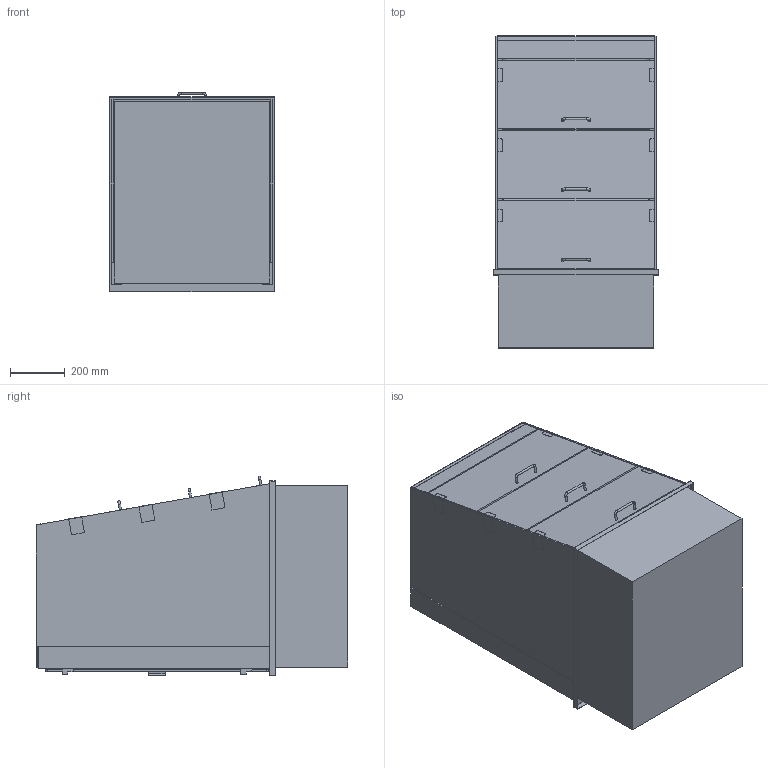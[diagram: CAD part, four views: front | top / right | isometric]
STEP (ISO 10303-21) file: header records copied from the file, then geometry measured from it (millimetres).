
FILE_DESCRIPTION (( 'STEP AP214' ), '1' );
FILE_NAME ('EU512705_Foodstation Hot Flaps 87.STEP', '2022-04-26T12:15:55', ( '' ), ( '' ), 'SwSTEP 2.0', 'SolidWorks 2017', '' );
FILE_SCHEMA (( 'AUTOMOTIVE_DESIGN' ));
Length unit declared in the file: millimetre
Products named in the file (1): EU512705_Foodstation Hot Flaps 87
Bounding box: 600 x 1136 x 727.9 mm (x, y, z)
Volume: 67948007.2 mm3; surface area: 10839918.5 mm2
Topology: 64 solids, 64 shells, 606 faces, 1345 edges, 874 vertices
Faces by surface type: plane 451, cylinder 125, torus 30
Full cylindrical faces by diameter (mm): 8 x17
Entity records: 17737 total; most frequent: CARTESIAN_POINT 2819, DIRECTION 2806, ORIENTED_EDGE 2644, EDGE_CURVE 1322, LINE 1044, VECTOR 1044, AXIS2_PLACEMENT_3D 881, VERTEX_POINT 874
